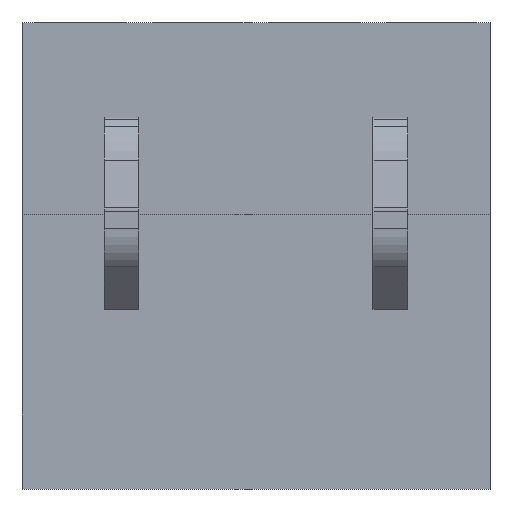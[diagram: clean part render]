
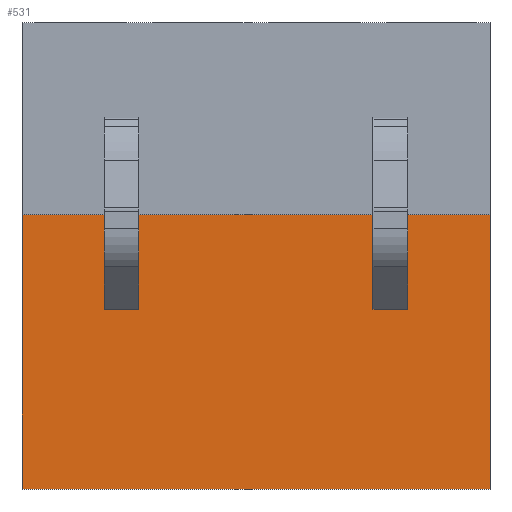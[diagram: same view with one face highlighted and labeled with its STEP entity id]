
A CAD part, top view. The second image highlights one B-rep face of the part: STEP entity #531.
In plain terms, the highlighted planar face has unit normal (0, 0, 1).
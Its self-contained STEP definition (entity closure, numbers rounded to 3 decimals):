
#443=AXIS2_PLACEMENT_3D('Plane Axis2P3D',#440,#441,#442) ;
#49=CARTESIAN_POINT('Vertex',(20.32,0.,10.95)) ;
#52=CARTESIAN_POINT('Line Origine',(10.16,0.,10.95)) ;
#56=CARTESIAN_POINT('Vertex',(0.,0.,10.95)) ;
#401=CARTESIAN_POINT('Vertex',(20.32,11.9,10.95)) ;
#404=CARTESIAN_POINT('Line Origine',(20.32,5.95,10.95)) ;
#440=CARTESIAN_POINT('Axis2P3D Location',(0.,0.,10.95)) ;
#445=CARTESIAN_POINT('Line Origine',(0.,5.95,10.95)) ;
#449=CARTESIAN_POINT('Vertex',(0.,11.9,10.95)) ;
#452=CARTESIAN_POINT('Line Origine',(10.16,11.9,10.95)) ;
#463=CARTESIAN_POINT('Line Origine',(5.08,9.835,10.95)) ;
#467=CARTESIAN_POINT('Vertex',(5.08,11.869,10.95)) ;
#469=CARTESIAN_POINT('Vertex',(5.08,7.8,10.95)) ;
#472=CARTESIAN_POINT('Line Origine',(4.33,7.8,10.95)) ;
#476=CARTESIAN_POINT('Vertex',(3.58,7.8,10.95)) ;
#479=CARTESIAN_POINT('Line Origine',(3.58,9.835,10.95)) ;
#483=CARTESIAN_POINT('Vertex',(3.58,11.869,10.95)) ;
#486=CARTESIAN_POINT('Line Origine',(4.33,11.869,10.95)) ;
#497=CARTESIAN_POINT('Line Origine',(15.99,11.869,10.95)) ;
#501=CARTESIAN_POINT('Vertex',(16.74,11.869,10.95)) ;
#503=CARTESIAN_POINT('Vertex',(15.24,11.869,10.95)) ;
#506=CARTESIAN_POINT('Line Origine',(16.74,9.835,10.95)) ;
#510=CARTESIAN_POINT('Vertex',(16.74,7.8,10.95)) ;
#513=CARTESIAN_POINT('Line Origine',(15.99,7.8,10.95)) ;
#517=CARTESIAN_POINT('Vertex',(15.24,7.8,10.95)) ;
#520=CARTESIAN_POINT('Line Origine',(15.24,9.835,10.95)) ;
#53=DIRECTION('Vector Direction',(1.,0.,0.)) ;
#405=DIRECTION('Vector Direction',(0.,1.,0.)) ;
#441=DIRECTION('Axis2P3D Direction',(0.,0.,1.)) ;
#442=DIRECTION('Axis2P3D XDirection',(1.,0.,0.)) ;
#446=DIRECTION('Vector Direction',(0.,1.,0.)) ;
#453=DIRECTION('Vector Direction',(1.,0.,0.)) ;
#464=DIRECTION('Vector Direction',(0.,1.,0.)) ;
#473=DIRECTION('Vector Direction',(1.,0.,0.)) ;
#480=DIRECTION('Vector Direction',(0.,1.,0.)) ;
#487=DIRECTION('Vector Direction',(1.,0.,0.)) ;
#498=DIRECTION('Vector Direction',(1.,0.,0.)) ;
#507=DIRECTION('Vector Direction',(0.,1.,0.)) ;
#514=DIRECTION('Vector Direction',(1.,0.,0.)) ;
#521=DIRECTION('Vector Direction',(0.,1.,0.)) ;
#54=VECTOR('Line Direction',#53,1.) ;
#406=VECTOR('Line Direction',#405,1.) ;
#447=VECTOR('Line Direction',#446,1.) ;
#454=VECTOR('Line Direction',#453,1.) ;
#465=VECTOR('Line Direction',#464,1.) ;
#474=VECTOR('Line Direction',#473,1.) ;
#481=VECTOR('Line Direction',#480,1.) ;
#488=VECTOR('Line Direction',#487,1.) ;
#499=VECTOR('Line Direction',#498,1.) ;
#508=VECTOR('Line Direction',#507,1.) ;
#515=VECTOR('Line Direction',#514,1.) ;
#522=VECTOR('Line Direction',#521,1.) ;
#458=ORIENTED_EDGE('',*,*,#451,.F.) ;
#459=ORIENTED_EDGE('',*,*,#58,.F.) ;
#460=ORIENTED_EDGE('',*,*,#408,.T.) ;
#461=ORIENTED_EDGE('',*,*,#456,.F.) ;
#492=ORIENTED_EDGE('',*,*,#471,.T.) ;
#493=ORIENTED_EDGE('',*,*,#478,.F.) ;
#494=ORIENTED_EDGE('',*,*,#485,.F.) ;
#495=ORIENTED_EDGE('',*,*,#490,.T.) ;
#526=ORIENTED_EDGE('',*,*,#505,.F.) ;
#527=ORIENTED_EDGE('',*,*,#512,.T.) ;
#528=ORIENTED_EDGE('',*,*,#519,.T.) ;
#529=ORIENTED_EDGE('',*,*,#524,.F.) ;
#496=FACE_BOUND('',#491,.T.) ;
#530=FACE_BOUND('',#525,.T.) ;
#531=ADVANCED_FACE('BLL 5.08/04/90 3.2 SN OR 1622960000',(#462,#496,#530),#444,.T.) ;
#58=EDGE_CURVE('',#50,#57,#55,.F.) ;
#408=EDGE_CURVE('',#50,#402,#407,.T.) ;
#451=EDGE_CURVE('',#57,#450,#448,.T.) ;
#456=EDGE_CURVE('',#450,#402,#455,.T.) ;
#471=EDGE_CURVE('',#468,#470,#466,.F.) ;
#478=EDGE_CURVE('',#477,#470,#475,.T.) ;
#485=EDGE_CURVE('',#484,#477,#482,.F.) ;
#490=EDGE_CURVE('',#484,#468,#489,.T.) ;
#505=EDGE_CURVE('',#502,#504,#500,.F.) ;
#512=EDGE_CURVE('',#502,#511,#509,.F.) ;
#519=EDGE_CURVE('',#511,#518,#516,.F.) ;
#524=EDGE_CURVE('',#504,#518,#523,.F.) ;
#457=EDGE_LOOP('',(#458,#459,#460,#461)) ;
#491=EDGE_LOOP('',(#492,#493,#494,#495)) ;
#525=EDGE_LOOP('',(#526,#527,#528,#529)) ;
#462=FACE_OUTER_BOUND('',#457,.T.) ;
#55=LINE('Line',#52,#54) ;
#407=LINE('Line',#404,#406) ;
#448=LINE('Line',#445,#447) ;
#455=LINE('Line',#452,#454) ;
#466=LINE('Line',#463,#465) ;
#475=LINE('Line',#472,#474) ;
#482=LINE('Line',#479,#481) ;
#489=LINE('Line',#486,#488) ;
#500=LINE('Line',#497,#499) ;
#509=LINE('Line',#506,#508) ;
#516=LINE('Line',#513,#515) ;
#523=LINE('Line',#520,#522) ;
#444=PLANE('',#443) ;
#50=VERTEX_POINT('',#49) ;
#57=VERTEX_POINT('',#56) ;
#402=VERTEX_POINT('',#401) ;
#450=VERTEX_POINT('',#449) ;
#468=VERTEX_POINT('',#467) ;
#470=VERTEX_POINT('',#469) ;
#477=VERTEX_POINT('',#476) ;
#484=VERTEX_POINT('',#483) ;
#502=VERTEX_POINT('',#501) ;
#504=VERTEX_POINT('',#503) ;
#511=VERTEX_POINT('',#510) ;
#518=VERTEX_POINT('',#517) ;
